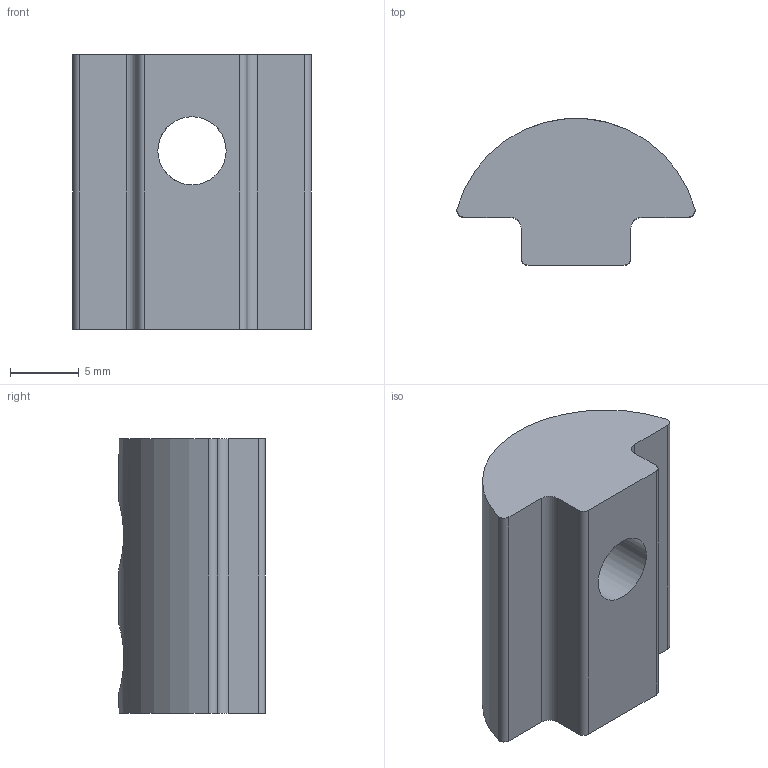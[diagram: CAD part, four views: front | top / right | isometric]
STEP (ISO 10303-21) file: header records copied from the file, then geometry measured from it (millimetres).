
FILE_DESCRIPTION(/* description */ ('GK Nutenstein steckbar Gewinde 5/16-18/Kugel'),/* implementation_level */ '2;1');
FILE_NAME(/* name */ 'SV2810V.stp',/* time_stamp */ '2015-11-28T11:42:30+01:00',/* author */ ('marina kaa'),/* organization */ (''),/* preprocessor_version */ 'ST-DEVELOPER v15.6',/* originating_system */ 'Autodesk Inventor 2015',/* authorisation */ '');
FILE_SCHEMA (('AUTOMOTIVE_DESIGN { 1 0 10303 214 3 1 1 }'));
Length unit declared in the file: millimetre
Products named in the file (1): SV2810V
Bounding box: 17.36 x 10.7 x 20 mm (x, y, z)
Volume: 2108.1 mm3; surface area: 1428.4 mm2
Topology: 1 solids, 1 shells, 17 faces, 46 edges, 31 vertices
Faces by surface type: cylinder 9, plane 7, cone 1
Full cylindrical faces by diameter (mm): 4.978 x1, 5.1 x1
Entity records: 601 total; most frequent: CARTESIAN_POINT 156, DIRECTION 90, ORIENTED_EDGE 82, EDGE_CURVE 41, AXIS2_PLACEMENT_3D 34, VERTEX_POINT 29, LINE 22, VECTOR 22
